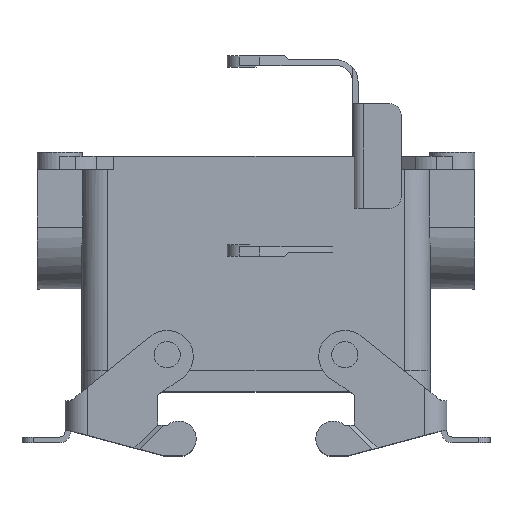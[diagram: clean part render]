
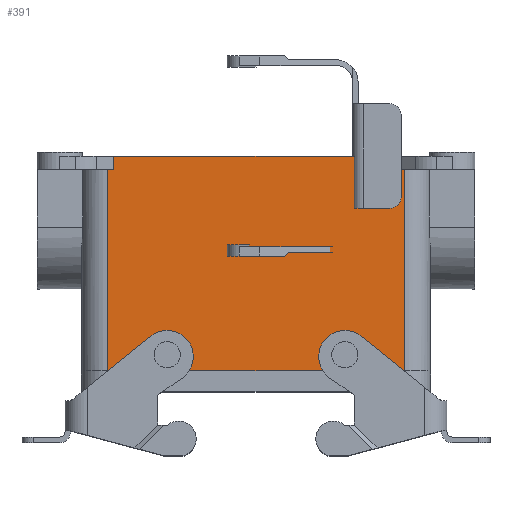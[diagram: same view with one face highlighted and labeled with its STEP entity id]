
A CAD part, top view. The second image highlights one B-rep face of the part: STEP entity #391.
In plain terms, the highlighted planar face has unit normal (0, 0, 1).
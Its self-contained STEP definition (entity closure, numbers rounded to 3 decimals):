
#391 = ADVANCED_FACE( '', ( #902, #903, #904 ), #905, .F. );
#902 = FACE_BOUND( '', #1551, .T. );
#903 = FACE_OUTER_BOUND( '', #1552, .T. );
#904 = FACE_BOUND( '', #1553, .T. );
#905 = PLANE( '', #1554 );
#1551 = EDGE_LOOP( '', ( #2603 ) );
#1552 = EDGE_LOOP( '', ( #2604, #2605, #2606, #2607, #2608, #2609, #2610, #2611 ) );
#1553 = EDGE_LOOP( '', ( #2612 ) );
#1554 = AXIS2_PLACEMENT_3D( '', #2613, #2614, #2615 );
#2603 = ORIENTED_EDGE( '', *, *, #3946, .F. );
#2604 = ORIENTED_EDGE( '', *, *, #4003, .T. );
#2605 = ORIENTED_EDGE( '', *, *, #3865, .F. );
#2606 = ORIENTED_EDGE( '', *, *, #3991, .T. );
#2607 = ORIENTED_EDGE( '', *, *, #4004, .T. );
#2608 = ORIENTED_EDGE( '', *, *, #4005, .F. );
#2609 = ORIENTED_EDGE( '', *, *, #4006, .F. );
#2610 = ORIENTED_EDGE( '', *, *, #4007, .T. );
#2611 = ORIENTED_EDGE( '', *, *, #3890, .T. );
#2612 = ORIENTED_EDGE( '', *, *, #3664, .F. );
#2613 = CARTESIAN_POINT( '', ( 0., -3.5, 21.5 ) );
#2614 = DIRECTION( '', ( 0., 0., -1. ) );
#2615 = DIRECTION( '', ( -1., 0., 0. ) );
#3664 = EDGE_CURVE( '', #4350, #4350, #4351, .F. );
#3865 = EDGE_CURVE( '', #4693, #4688, #4695, .T. );
#3890 = EDGE_CURVE( '', #4732, #4730, #4733, .T. );
#3946 = EDGE_CURVE( '', #4820, #4820, #4821, .F. );
#3991 = EDGE_CURVE( '', #4693, #4887, #4889, .T. );
#4003 = EDGE_CURVE( '', #4730, #4688, #4908, .T. );
#4004 = EDGE_CURVE( '', #4887, #4909, #4910, .T. );
#4005 = EDGE_CURVE( '', #4911, #4909, #4912, .T. );
#4006 = EDGE_CURVE( '', #4913, #4911, #4914, .T. );
#4007 = EDGE_CURVE( '', #4913, #4732, #4915, .T. );
#4350 = VERTEX_POINT( '', #5351 );
#4351 = CIRCLE( '', #5352, 2.45 );
#4688 = VERTEX_POINT( '', #5850 );
#4693 = VERTEX_POINT( '', #5857 );
#4695 = LINE( '', #5860, #5861 );
#4730 = VERTEX_POINT( '', #5904 );
#4732 = VERTEX_POINT( '', #5907 );
#4733 = LINE( '', #5908, #5909 );
#4820 = VERTEX_POINT( '', #6025 );
#4821 = CIRCLE( '', #6026, 2.45 );
#4887 = VERTEX_POINT( '', #6114 );
#4889 = LINE( '', #6116, #6117 );
#4908 = LINE( '', #6142, #6143 );
#4909 = VERTEX_POINT( '', #6144 );
#4910 = LINE( '', #6145, #6146 );
#4911 = VERTEX_POINT( '', #6147 );
#4912 = LINE( '', #6148, #6149 );
#4913 = VERTEX_POINT( '', #6150 );
#4914 = LINE( '', #6151, #6152 );
#4915 = LINE( '', #6153, #6154 );
#5351 = CARTESIAN_POINT( '', ( -26.2, -53.101, 21.5 ) );
#5352 = AXIS2_PLACEMENT_3D( '', #6802, #6803, #6804 );
#5850 = CARTESIAN_POINT( '', ( -37.985, 0., 21.5 ) );
#5857 = CARTESIAN_POINT( '', ( -37.985, -3.5, 21.5 ) );
#5860 = CARTESIAN_POINT( '', ( -37.985, -3.5, 21.5 ) );
#5861 = VECTOR( '', #7054, 1000. );
#5904 = CARTESIAN_POINT( '', ( 37.985, 0., 21.5 ) );
#5907 = CARTESIAN_POINT( '', ( 37.985, -3.5, 21.5 ) );
#5908 = CARTESIAN_POINT( '', ( 37.985, -3.5, 21.5 ) );
#5909 = VECTOR( '', #7085, 1000. );
#6025 = CARTESIAN_POINT( '', ( 21.3, -53.101, 21.5 ) );
#6026 = AXIS2_PLACEMENT_3D( '', #7157, #7158, #7159 );
#6114 = CARTESIAN_POINT( '', ( -39.65, -3.5, 21.5 ) );
#6116 = CARTESIAN_POINT( '', ( -48.299, -3.5, 21.5 ) );
#6117 = VECTOR( '', #7215, 1000. );
#6142 = CARTESIAN_POINT( '', ( 0., 0., 21.5 ) );
#6143 = VECTOR( '', #7231, 1000. );
#6144 = CARTESIAN_POINT( '', ( -39.65, -57.4, 21.5 ) );
#6145 = CARTESIAN_POINT( '', ( -39.65, 85.248, 21.5 ) );
#6146 = VECTOR( '', #7232, 1000. );
#6147 = CARTESIAN_POINT( '', ( 39.65, -57.4, 21.5 ) );
#6148 = CARTESIAN_POINT( '', ( -39.65, -57.4, 21.5 ) );
#6149 = VECTOR( '', #7233, 1000. );
#6150 = CARTESIAN_POINT( '', ( 39.65, -3.5, 21.5 ) );
#6151 = CARTESIAN_POINT( '', ( 39.65, 85.248, 21.5 ) );
#6152 = VECTOR( '', #7234, 1000. );
#6153 = CARTESIAN_POINT( '', ( -48.299, -3.5, 21.5 ) );
#6154 = VECTOR( '', #7235, 1000. );
#6802 = CARTESIAN_POINT( '', ( -23.75, -53.101, 21.5 ) );
#6803 = DIRECTION( '', ( 0., 0., -1. ) );
#6804 = DIRECTION( '', ( -1., 0., 0. ) );
#7054 = DIRECTION( '', ( 0., 1., 0. ) );
#7085 = DIRECTION( '', ( 0., 1., 0. ) );
#7157 = CARTESIAN_POINT( '', ( 23.75, -53.101, 21.5 ) );
#7158 = DIRECTION( '', ( 0., 0., -1. ) );
#7159 = DIRECTION( '', ( -1., 0., 0. ) );
#7215 = DIRECTION( '', ( -1., 0., 0. ) );
#7231 = DIRECTION( '', ( -1., 0., 0. ) );
#7232 = DIRECTION( '', ( 0., -1., 0. ) );
#7233 = DIRECTION( '', ( -1., 0., 0. ) );
#7234 = DIRECTION( '', ( 0., -1., 0. ) );
#7235 = DIRECTION( '', ( -1., 0., 0. ) );
